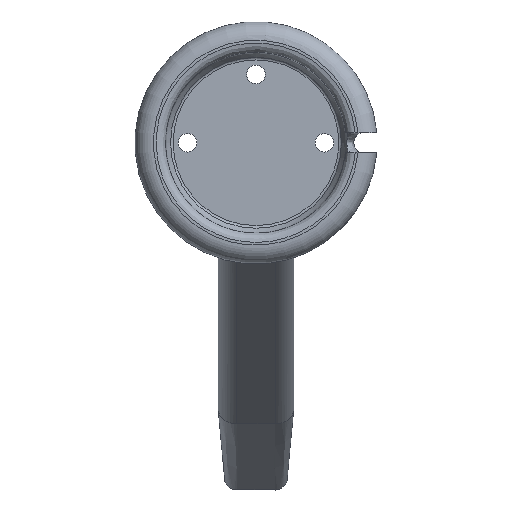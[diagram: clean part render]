
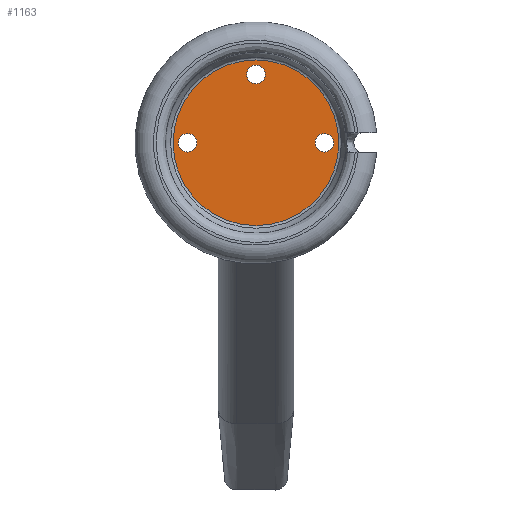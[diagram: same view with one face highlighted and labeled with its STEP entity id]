
A CAD part, top view. The second image highlights one B-rep face of the part: STEP entity #1163.
In plain terms, the highlighted planar face has unit normal (0, 0, 1).
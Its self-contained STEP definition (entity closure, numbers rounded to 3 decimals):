
#22=FACE_BOUND('',#363,.T.);
#23=FACE_BOUND('',#364,.T.);
#24=FACE_BOUND('',#365,.T.);
#215=PLANE('',#1299);
#288=FACE_OUTER_BOUND('',#362,.T.);
#362=EDGE_LOOP('',(#1048));
#363=EDGE_LOOP('',(#1049));
#364=EDGE_LOOP('',(#1050));
#365=EDGE_LOOP('',(#1051));
#382=CIRCLE('',#1223,1.5);
#384=CIRCLE('',#1226,1.5);
#386=CIRCLE('',#1229,1.5);
#418=CIRCLE('',#1297,13.332);
#509=VERTEX_POINT('',#2760);
#511=VERTEX_POINT('',#2766);
#513=VERTEX_POINT('',#2772);
#566=VERTEX_POINT('',#3486);
#639=EDGE_CURVE('',#509,#509,#382,.T.);
#642=EDGE_CURVE('',#511,#511,#384,.T.);
#645=EDGE_CURVE('',#513,#513,#386,.T.);
#734=EDGE_CURVE('',#566,#566,#418,.T.);
#1048=ORIENTED_EDGE('',*,*,#734,.F.);
#1049=ORIENTED_EDGE('',*,*,#639,.T.);
#1050=ORIENTED_EDGE('',*,*,#642,.T.);
#1051=ORIENTED_EDGE('',*,*,#645,.T.);
#1163=ADVANCED_FACE('',(#288,#22,#23,#24),#215,.F.);
#1223=AXIS2_PLACEMENT_3D('',#2762,#1408,#1409);
#1226=AXIS2_PLACEMENT_3D('',#2768,#1415,#1416);
#1229=AXIS2_PLACEMENT_3D('',#2774,#1422,#1423);
#1297=AXIS2_PLACEMENT_3D('',#3487,#1599,#1600);
#1299=AXIS2_PLACEMENT_3D('',#3489,#1603,#1604);
#1408=DIRECTION('center_axis',(0.,0.,-1.));
#1409=DIRECTION('ref_axis',(1.,0.,0.));
#1415=DIRECTION('center_axis',(0.,0.,-1.));
#1416=DIRECTION('ref_axis',(1.,0.,0.));
#1422=DIRECTION('center_axis',(0.,0.,-1.));
#1423=DIRECTION('ref_axis',(1.,0.,0.));
#1599=DIRECTION('center_axis',(0.,0.,-1.));
#1600=DIRECTION('ref_axis',(0.,-1.,0.));
#1603=DIRECTION('center_axis',(0.,0.,-1.));
#1604=DIRECTION('ref_axis',(-1.,0.,0.));
#2760=CARTESIAN_POINT('',(9.5,0.,1.8));
#2762=CARTESIAN_POINT('Origin',(11.,0.,1.8));
#2766=CARTESIAN_POINT('',(-1.5,11.,1.8));
#2768=CARTESIAN_POINT('Origin',(0.,11.,1.8));
#2772=CARTESIAN_POINT('',(-12.5,0.,1.8));
#2774=CARTESIAN_POINT('Origin',(-11.,0.,1.8));
#3486=CARTESIAN_POINT('',(13.332,0.,1.8));
#3487=CARTESIAN_POINT('Origin',(0.,0.,1.8));
#3489=CARTESIAN_POINT('Origin',(0.,0.,1.8));
